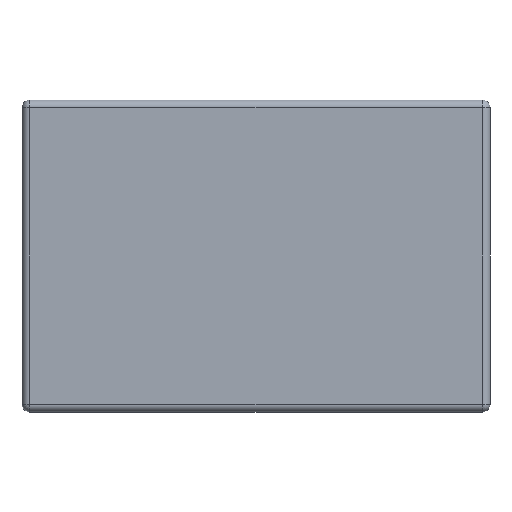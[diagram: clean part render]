
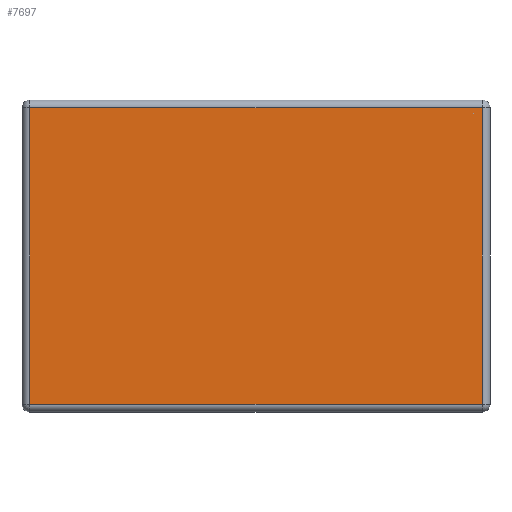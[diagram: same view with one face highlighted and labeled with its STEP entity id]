
A CAD part, front view. The second image highlights one B-rep face of the part: STEP entity #7697.
In plain terms, the highlighted planar face has unit normal (0, -1, 0).
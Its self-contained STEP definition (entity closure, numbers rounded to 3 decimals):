
#190 = VERTEX_POINT ( 'NONE', #8599 ) ;
#1159 = LINE ( 'NONE', #3709, #5335 ) ;
#1174 = ORIENTED_EDGE ( 'NONE', *, *, #2069, .T. ) ;
#1900 = CARTESIAN_POINT ( 'NONE',  ( 0., 0., 38. ) ) ;
#2069 = EDGE_CURVE ( 'NONE', #3406, #2941, #2663, .T. ) ;
#2126 = EDGE_CURVE ( 'NONE', #190, #3406, #1159, .T. ) ;
#2429 = CARTESIAN_POINT ( 'NONE',  ( 58., 0., 38. ) ) ;
#2663 = LINE ( 'NONE', #1900, #4288 ) ;
#2941 = VERTEX_POINT ( 'NONE', #7990 ) ;
#3011 = PLANE ( 'NONE',  #9399 ) ;
#3197 = VERTEX_POINT ( 'NONE', #5314 ) ;
#3226 = CARTESIAN_POINT ( 'NONE',  ( -58., 0., 0. ) ) ;
#3406 = VERTEX_POINT ( 'NONE', #2429 ) ;
#3678 = DIRECTION ( 'NONE',  ( 0., 0., 1. ) ) ;
#3701 = ORIENTED_EDGE ( 'NONE', *, *, #5744, .T. ) ;
#3709 = CARTESIAN_POINT ( 'NONE',  ( 58., 0., 0. ) ) ;
#3967 = DIRECTION ( 'NONE',  ( 0., 1., 0. ) ) ;
#4288 = VECTOR ( 'NONE', #9501, 1000. ) ;
#4533 = CARTESIAN_POINT ( 'NONE',  ( 0., 0., 0. ) ) ;
#4683 = LINE ( 'NONE', #3226, #7607 ) ;
#5314 = CARTESIAN_POINT ( 'NONE',  ( -58., 0., -38. ) ) ;
#5335 = VECTOR ( 'NONE', #3678, 1000. ) ;
#5437 = DIRECTION ( 'NONE',  ( 0., 0., -1. ) ) ;
#5744 = EDGE_CURVE ( 'NONE', #2941, #3197, #4683, .T. ) ;
#6595 = EDGE_CURVE ( 'NONE', #3197, #190, #9572, .T. ) ;
#6772 = DIRECTION ( 'NONE',  ( 1., 0., 0. ) ) ;
#6876 = FACE_OUTER_BOUND ( 'NONE', #9123, .T. ) ;
#7011 = ORIENTED_EDGE ( 'NONE', *, *, #2126, .T. ) ;
#7487 = DIRECTION ( 'NONE',  ( 0., 0., 1. ) ) ;
#7595 = VECTOR ( 'NONE', #6772, 1000. ) ;
#7607 = VECTOR ( 'NONE', #5437, 1000. ) ;
#7697 = ADVANCED_FACE ( 'NONE', ( #6876 ), #3011, .F. ) ;
#7990 = CARTESIAN_POINT ( 'NONE',  ( -58., 0., 38. ) ) ;
#7994 = ORIENTED_EDGE ( 'NONE', *, *, #6595, .T. ) ;
#8348 = CARTESIAN_POINT ( 'NONE',  ( 0., 0., -38. ) ) ;
#8599 = CARTESIAN_POINT ( 'NONE',  ( 58., 0., -38. ) ) ;
#9123 = EDGE_LOOP ( 'NONE', ( #3701, #7994, #7011, #1174 ) ) ;
#9399 = AXIS2_PLACEMENT_3D ( 'NONE', #4533, #3967, #7487 ) ;
#9501 = DIRECTION ( 'NONE',  ( -1., 0., 0. ) ) ;
#9572 = LINE ( 'NONE', #8348, #7595 ) ;
